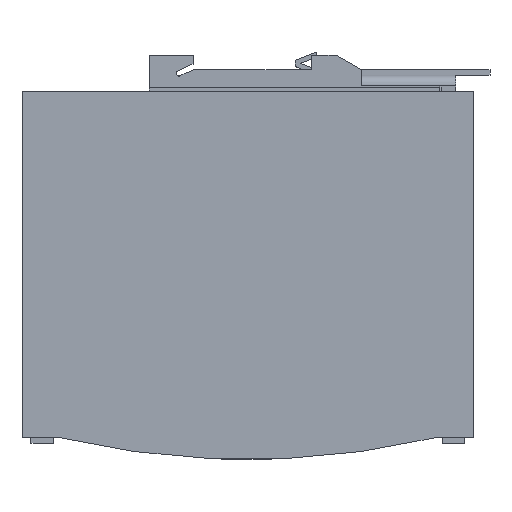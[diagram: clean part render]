
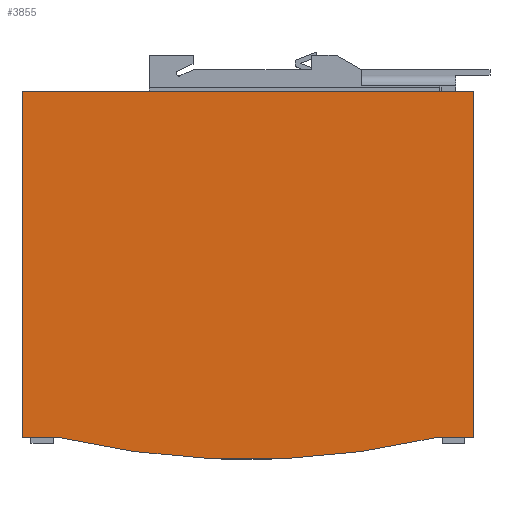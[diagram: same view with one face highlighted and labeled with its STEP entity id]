
A CAD part, left-side view. The second image highlights one B-rep face of the part: STEP entity #3855.
In plain terms, the highlighted planar face has unit normal (-1, 0, 0).
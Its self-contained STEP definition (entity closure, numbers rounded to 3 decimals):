
#292 = CARTESIAN_POINT ( 'NONE',  ( 0., -82.188, -65.203 ) ) ;
#326 = DIRECTION ( 'NONE',  ( 0., 0., -1. ) ) ;
#340 = DIRECTION ( 'NONE',  ( 0., 0., 1. ) ) ;
#379 = DIRECTION ( 'NONE',  ( 0., 1., 0. ) ) ;
#485 = CARTESIAN_POINT ( 'NONE',  ( 0., -30.318, 155.997 ) ) ;
#1372 = ORIENTED_EDGE ( 'NONE', *, *, #8582, .F. ) ;
#1685 = PLANE ( 'NONE',  #10851 ) ;
#1934 = DIRECTION ( 'NONE',  ( 0., 0., -1. ) ) ;
#1950 = ORIENTED_EDGE ( 'NONE', *, *, #10283, .F. ) ;
#2136 = CARTESIAN_POINT ( 'NONE',  ( 0., -92.918, 30.797 ) ) ;
#2797 = CARTESIAN_POINT ( 'NONE',  ( 0., 32.282, 30.797 ) ) ;
#2920 = ORIENTED_EDGE ( 'NONE', *, *, #13792, .F. ) ;
#2969 = CARTESIAN_POINT ( 'NONE',  ( 0., 32.282, 30.797 ) ) ;
#3855 = ADVANCED_FACE ( 'NONE', ( #7728 ), #1685, .F. ) ;
#4002 = VERTEX_POINT ( 'NONE', #5958 ) ;
#4076 = CARTESIAN_POINT ( 'NONE',  ( 0., -82.188, -65.203 ) ) ;
#4151 = DIRECTION ( 'NONE',  ( 0., -1., 0. ) ) ;
#4290 = VERTEX_POINT ( 'NONE', #2136 ) ;
#4369 = LINE ( 'NONE', #12881, #8393 ) ;
#4897 = LINE ( 'NONE', #9743, #8277 ) ;
#5187 = DIRECTION ( 'NONE',  ( 1., 0., 0. ) ) ;
#5335 = AXIS2_PLACEMENT_3D ( 'NONE', #15053, #13779, #1934 ) ;
#5508 = EDGE_CURVE ( 'NONE', #6629, #4290, #13692, .T. ) ;
#5958 = CARTESIAN_POINT ( 'NONE',  ( 0., 21.551, -65.203 ) ) ;
#6088 = CIRCLE ( 'NONE', #5335, 227.2 ) ;
#6323 = DIRECTION ( 'NONE',  ( 0., 0., -1. ) ) ;
#6455 = ORIENTED_EDGE ( 'NONE', *, *, #12911, .F. ) ;
#6592 = VERTEX_POINT ( 'NONE', #4076 ) ;
#6629 = VERTEX_POINT ( 'NONE', #12579 ) ;
#7712 = VECTOR ( 'NONE', #4151, 1000. ) ;
#7728 = FACE_OUTER_BOUND ( 'NONE', #14668, .T. ) ;
#8095 = DIRECTION ( 'NONE',  ( 0., 1., 0. ) ) ;
#8277 = VECTOR ( 'NONE', #6323, 1000. ) ;
#8393 = VECTOR ( 'NONE', #8095, 1000. ) ;
#8582 = EDGE_CURVE ( 'NONE', #4290, #13060, #4897, .T. ) ;
#9010 = ORIENTED_EDGE ( 'NONE', *, *, #12314, .F. ) ;
#9620 = ORIENTED_EDGE ( 'NONE', *, *, #5508, .F. ) ;
#9743 = CARTESIAN_POINT ( 'NONE',  ( 0., -92.918, 30.797 ) ) ;
#10209 = VERTEX_POINT ( 'NONE', #14978 ) ;
#10283 = EDGE_CURVE ( 'NONE', #10209, #6629, #11391, .T. ) ;
#10667 = CARTESIAN_POINT ( 'NONE',  ( 0., -92.918, -65.203 ) ) ;
#10851 = AXIS2_PLACEMENT_3D ( 'NONE', #485, #5187, #326 ) ;
#11274 = VECTOR ( 'NONE', #340, 1000. ) ;
#11391 = LINE ( 'NONE', #2969, #11274 ) ;
#12314 = EDGE_CURVE ( 'NONE', #4002, #10209, #4369, .T. ) ;
#12466 = VECTOR ( 'NONE', #379, 1000. ) ;
#12579 = CARTESIAN_POINT ( 'NONE',  ( 0., 32.282, 30.797 ) ) ;
#12881 = CARTESIAN_POINT ( 'NONE',  ( 0., 24.091, -65.203 ) ) ;
#12911 = EDGE_CURVE ( 'NONE', #6592, #4002, #6088, .T. ) ;
#13060 = VERTEX_POINT ( 'NONE', #10667 ) ;
#13667 = LINE ( 'NONE', #292, #12466 ) ;
#13692 = LINE ( 'NONE', #2797, #7712 ) ;
#13779 = DIRECTION ( 'NONE',  ( 1., 0., 0. ) ) ;
#13792 = EDGE_CURVE ( 'NONE', #13060, #6592, #13667, .T. ) ;
#14668 = EDGE_LOOP ( 'NONE', ( #1372, #9620, #1950, #9010, #6455, #2920 ) ) ;
#14978 = CARTESIAN_POINT ( 'NONE',  ( 0., 32.282, -65.203 ) ) ;
#15053 = CARTESIAN_POINT ( 'NONE',  ( 0., -30.318, 155.997 ) ) ;
